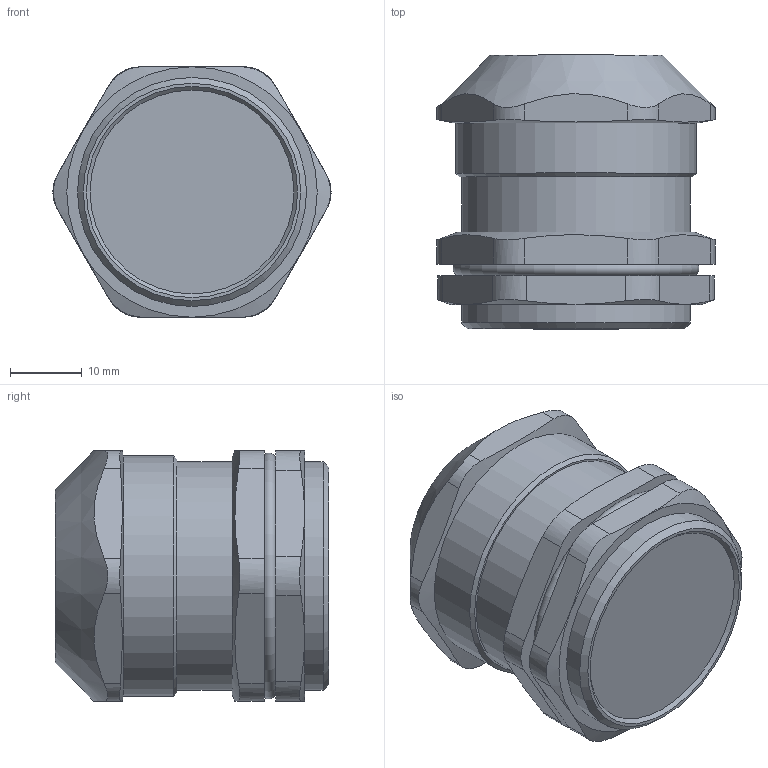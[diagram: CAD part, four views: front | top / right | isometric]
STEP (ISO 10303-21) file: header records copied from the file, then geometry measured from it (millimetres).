
FILE_DESCRIPTION(/* description */ ('ВК1-НС-M32-22-L9'),/* implementation_level */ '2;1');
FILE_NAME(/* name */ '',/* time_stamp */ '2025-07-07T08:11:46+07:00',/* author */ ('zeta-86'),/* organization */ (''),/* preprocessor_version */ 'ST-DEVELOPER v19.2',/* originating_system */ 'Autodesk Inventor 2024',/* authorisation */ '');
FILE_SCHEMA (('AUTOMOTIVE_DESIGN { 1 0 10303 214 3 1 1 }'));
Length unit declared in the file: millimetre
Products named in the file (1): zeta34062
Bounding box: 38.87 x 38.25 x 35 mm (x, y, z)
Volume: 33440.9 mm3; surface area: 6579.3 mm2
Topology: 1 solids, 1 shells, 62 faces, 152 edges, 99 vertices
Faces by surface type: plane 27, cylinder 21, cone 12, torus 2
Full cylindrical faces by diameter (mm): 32 x2, 33.6 x1
Entity records: 2020 total; most frequent: CARTESIAN_POINT 618, ORIENTED_EDGE 304, DIRECTION 259, EDGE_CURVE 152, AXIS2_PLACEMENT_3D 101, VERTEX_POINT 99, EDGE_LOOP 69, FACE_OUTER_BOUND 62
